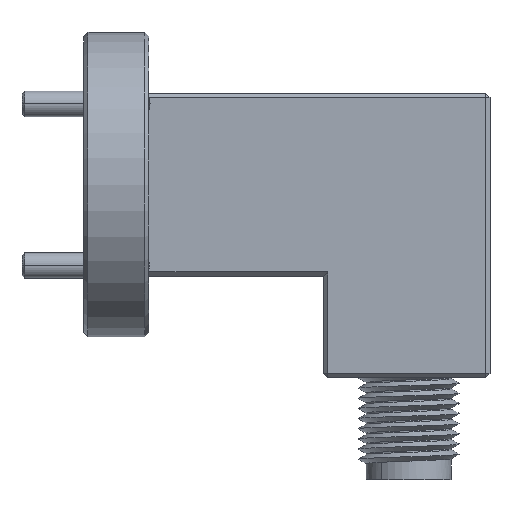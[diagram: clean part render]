
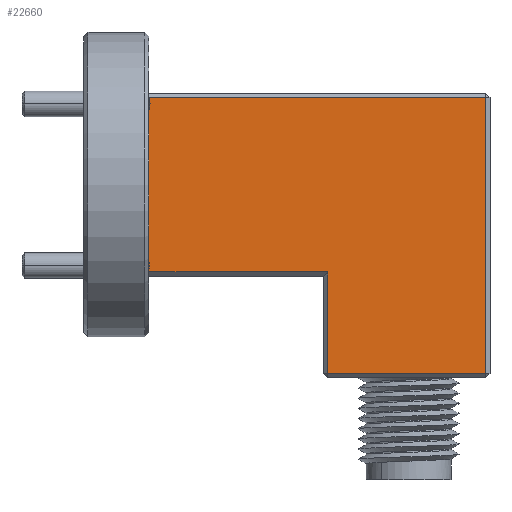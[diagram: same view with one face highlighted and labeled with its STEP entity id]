
A CAD part, front view. The second image highlights one B-rep face of the part: STEP entity #22660.
In plain terms, the highlighted planar face has unit normal (0, -1, 0).
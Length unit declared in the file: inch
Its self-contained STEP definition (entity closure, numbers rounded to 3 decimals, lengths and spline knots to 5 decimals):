
#279 = CARTESIAN_POINT ( 'NONE',  ( 0.9268, -0.0025, 0.19736 ) ) ;
#511 = ORIENTED_EDGE ( 'NONE', *, *, #21387, .T. ) ;
#942 = CARTESIAN_POINT ( 'NONE',  ( 1.3268, -0.0025, -0.05264 ) ) ;
#1134 = CARTESIAN_POINT ( 'NONE',  ( 0.49753, -0.0025, 0.22056 ) ) ;
#1197 = ORIENTED_EDGE ( 'NONE', *, *, #15183, .T. ) ;
#1445 = VECTOR ( 'NONE', #3026, 39.37008 ) ;
#1679 = ORIENTED_EDGE ( 'NONE', *, *, #21223, .T. ) ;
#2790 = EDGE_LOOP ( 'NONE', ( #11777, #18354, #12145, #511, #3148, #1197, #1679, #18440, #21462 ) ) ;
#3026 = DIRECTION ( 'NONE',  ( -1., 0., 0. ) ) ;
#3148 = ORIENTED_EDGE ( 'NONE', *, *, #28388, .T. ) ;
#3625 = VERTEX_POINT ( 'NONE', #6538 ) ;
#3961 = PLANE ( 'NONE',  #6821 ) ;
#3971 = CARTESIAN_POINT ( 'NONE',  ( 1.3268, -0.0025, 0.78736 ) ) ;
#4482 = DIRECTION ( 'NONE',  ( 0., 0., -1. ) ) ;
#4592 = CARTESIAN_POINT ( 'NONE',  ( 0.49844, -0.0025, 0.59962 ) ) ;
#4910 = B_SPLINE_CURVE_WITH_KNOTS ( 'NONE', 3,
 ( #8283, #1134, #8135, #19329, #26345, #5893 ),
 .UNSPECIFIED., .F., .F.,
 ( 4, 2, 4 ),
 ( 0.00392, 0.00418, 0.00444 ),
 .UNSPECIFIED. ) ;
#4964 = CARTESIAN_POINT ( 'NONE',  ( 0.4968, -0.0025, 0.78736 ) ) ;
#5182 = CARTESIAN_POINT ( 'NONE',  ( 1.3268, -0.0025, 0.62736 ) ) ;
#5808 = VECTOR ( 'NONE', #24637, 39.37008 ) ;
#5893 = CARTESIAN_POINT ( 'NONE',  ( 0.4968, -0.0025, 0.20291 ) ) ;
#6458 = CARTESIAN_POINT ( 'NONE',  ( 0.4968, -0.0025, 0.59424 ) ) ;
#6507 = LINE ( 'NONE', #3971, #26514 ) ;
#6538 = CARTESIAN_POINT ( 'NONE',  ( 0.4968, -0.0025, 0.22406 ) ) ;
#6821 = AXIS2_PLACEMENT_3D ( 'NONE', #22185, #19932, #29051 ) ;
#6918 = VECTOR ( 'NONE', #4482, 39.37008 ) ;
#7067 = LINE ( 'NONE', #4964, #13451 ) ;
#7073 = DIRECTION ( 'NONE',  ( 0., 0., -1. ) ) ;
#8055 = VERTEX_POINT ( 'NONE', #21532 ) ;
#8135 = CARTESIAN_POINT ( 'NONE',  ( 0.49793, -0.0025, 0.21704 ) ) ;
#8283 = CARTESIAN_POINT ( 'NONE',  ( 0.4968, -0.0025, 0.22406 ) ) ;
#8655 = LINE ( 'NONE', #13288, #5808 ) ;
#9090 = CARTESIAN_POINT ( 'NONE',  ( 0.49706, -0.0025, 0.62736 ) ) ;
#9392 = VERTEX_POINT ( 'NONE', #16300 ) ;
#11639 = LINE ( 'NONE', #279, #25731 ) ;
#11777 = ORIENTED_EDGE ( 'NONE', *, *, #19752, .T. ) ;
#12145 = ORIENTED_EDGE ( 'NONE', *, *, #21638, .T. ) ;
#13150 = CARTESIAN_POINT ( 'NONE',  ( 0.49953, -0.0025, 0.60512 ) ) ;
#13288 = CARTESIAN_POINT ( 'NONE',  ( 1.3368, -0.0025, -0.05264 ) ) ;
#13335 = CARTESIAN_POINT ( 'NONE',  ( 0.4968, -0.0025, 0.19736 ) ) ;
#13451 = VECTOR ( 'NONE', #20947, 39.37008 ) ;
#13723 = CARTESIAN_POINT ( 'NONE',  ( 0.4968, -0.0025, 0.59424 ) ) ;
#14088 = CARTESIAN_POINT ( 'NONE',  ( 0.9368, -0.0025, 0.78736 ) ) ;
#14149 = VERTEX_POINT ( 'NONE', #29116 ) ;
#14271 = EDGE_CURVE ( 'NONE', #16584, #8055, #11639, .T. ) ;
#15183 = EDGE_CURVE ( 'NONE', #28155, #14149, #16925, .T. ) ;
#15478 = FACE_OUTER_BOUND ( 'NONE', #2790, .T. ) ;
#15853 = CARTESIAN_POINT ( 'NONE',  ( 0.4968, -0.0025, 0.78736 ) ) ;
#16300 = CARTESIAN_POINT ( 'NONE',  ( 0.4968, -0.0025, 0.20291 ) ) ;
#16572 = VERTEX_POINT ( 'NONE', #6458 ) ;
#16584 = VERTEX_POINT ( 'NONE', #13335 ) ;
#16925 = LINE ( 'NONE', #28393, #1445 ) ;
#17264 = VECTOR ( 'NONE', #7073, 39.37008 ) ;
#17620 = CARTESIAN_POINT ( 'NONE',  ( 0.49963, -0.0025, 0.61645 ) ) ;
#17850 = VERTEX_POINT ( 'NONE', #942 ) ;
#18354 = ORIENTED_EDGE ( 'NONE', *, *, #14271, .T. ) ;
#18440 = ORIENTED_EDGE ( 'NONE', *, *, #26026, .T. ) ;
#19329 = CARTESIAN_POINT ( 'NONE',  ( 0.49793, -0.0025, 0.20997 ) ) ;
#19752 = EDGE_CURVE ( 'NONE', #9392, #16584, #7067, .T. ) ;
#19932 = DIRECTION ( 'NONE',  ( 0., 1., 0. ) ) ;
#20947 = DIRECTION ( 'NONE',  ( 0., 0., -1. ) ) ;
#21223 = EDGE_CURVE ( 'NONE', #14149, #16572, #22581, .T. ) ;
#21387 = EDGE_CURVE ( 'NONE', #24172, #17850, #8655, .T. ) ;
#21462 = ORIENTED_EDGE ( 'NONE', *, *, #26031, .T. ) ;
#21532 = CARTESIAN_POINT ( 'NONE',  ( 0.9368, -0.0025, 0.19736 ) ) ;
#21638 = EDGE_CURVE ( 'NONE', #8055, #24172, #25582, .T. ) ;
#22050 = DIRECTION ( 'NONE',  ( 0., 0., 1. ) ) ;
#22185 = CARTESIAN_POINT ( 'NONE',  ( 0.4968, -0.0025, 0.78736 ) ) ;
#22581 = B_SPLINE_CURVE_WITH_KNOTS ( 'NONE', 3,
 ( #9090, #29393, #17620, #13150, #4592, #13723 ),
 .UNSPECIFIED., .F., .F.,
 ( 4, 2, 4 ),
 ( 0.00095, 0.00137, 0.0018 ),
 .UNSPECIFIED. ) ;
#22660 = ADVANCED_FACE ( 'NONE', ( #15478 ), #3961, .F. ) ;
#23063 = CARTESIAN_POINT ( 'NONE',  ( 0.9368, -0.0025, -0.05264 ) ) ;
#24172 = VERTEX_POINT ( 'NONE', #23063 ) ;
#24637 = DIRECTION ( 'NONE',  ( 1., 0., 0. ) ) ;
#25582 = LINE ( 'NONE', #14088, #17264 ) ;
#25731 = VECTOR ( 'NONE', #28025, 39.37008 ) ;
#26026 = EDGE_CURVE ( 'NONE', #16572, #3625, #27180, .T. ) ;
#26031 = EDGE_CURVE ( 'NONE', #3625, #9392, #4910, .T. ) ;
#26345 = CARTESIAN_POINT ( 'NONE',  ( 0.49752, -0.0025, 0.20638 ) ) ;
#26514 = VECTOR ( 'NONE', #22050, 39.37008 ) ;
#27180 = LINE ( 'NONE', #15853, #6918 ) ;
#28025 = DIRECTION ( 'NONE',  ( 1., 0., 0. ) ) ;
#28155 = VERTEX_POINT ( 'NONE', #5182 ) ;
#28388 = EDGE_CURVE ( 'NONE', #17850, #28155, #6507, .T. ) ;
#28393 = CARTESIAN_POINT ( 'NONE',  ( 0.4968, -0.0025, 0.62736 ) ) ;
#29051 = DIRECTION ( 'NONE',  ( 0., 0., 1. ) ) ;
#29116 = CARTESIAN_POINT ( 'NONE',  ( 0.49706, -0.0025, 0.62736 ) ) ;
#29393 = CARTESIAN_POINT ( 'NONE',  ( 0.49864, -0.0025, 0.62195 ) ) ;
